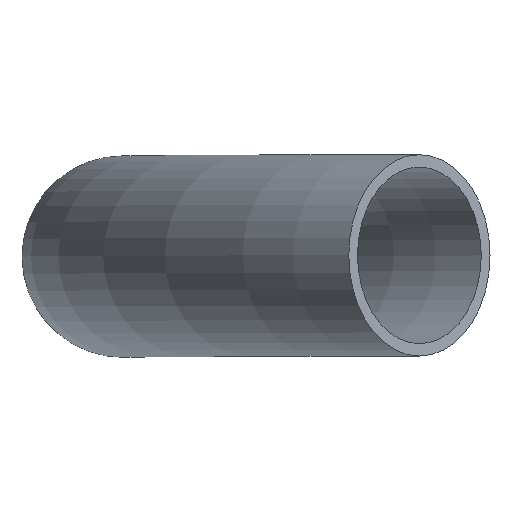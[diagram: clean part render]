
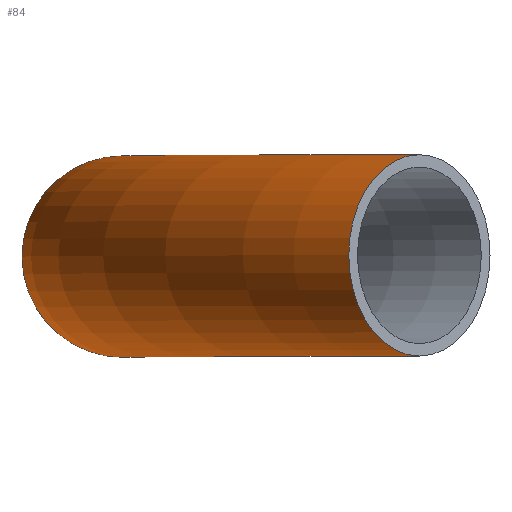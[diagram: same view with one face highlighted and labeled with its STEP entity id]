
A CAD part, top view. The second image highlights one B-rep face of the part: STEP entity #84.
In plain terms, the highlighted toroidal (fillet/blend) face has major radius 4064 mm and minor radius 412.75 mm.
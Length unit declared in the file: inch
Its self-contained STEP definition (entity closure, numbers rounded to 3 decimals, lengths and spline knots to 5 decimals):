
#15=TOROIDAL_SURFACE('',#104,160.,16.25);
#28=FACE_BOUND('',#46,.T.);
#34=FACE_OUTER_BOUND('',#45,.T.);
#45=EDGE_LOOP('',(#75));
#46=EDGE_LOOP('',(#76));
#49=CIRCLE('',#97,16.25);
#52=CIRCLE('',#102,16.25);
#55=VERTEX_POINT('',#138);
#58=VERTEX_POINT('',#146);
#61=EDGE_CURVE('',#55,#55,#49,.T.);
#64=EDGE_CURVE('',#58,#58,#52,.T.);
#75=ORIENTED_EDGE('',*,*,#61,.F.);
#76=ORIENTED_EDGE('',*,*,#64,.F.);
#84=ADVANCED_FACE('',(#34,#28),#15,.T.);
#97=AXIS2_PLACEMENT_3D('',#139,#115,#116);
#102=AXIS2_PLACEMENT_3D('',#147,#125,#126);
#104=AXIS2_PLACEMENT_3D('',#149,#129,#130);
#115=DIRECTION('center_axis',(0.713,0.,0.701));
#116=DIRECTION('ref_axis',(-0.701,0.,0.713));
#125=DIRECTION('center_axis',(0.,0.,-1.));
#126=DIRECTION('ref_axis',(-1.,0.,0.));
#129=DIRECTION('center_axis',(0.,1.,0.));
#130=DIRECTION('ref_axis',(0.,0.,1.));
#138=CARTESIAN_POINT('',(-100.75571,0.,102.52975));
#139=CARTESIAN_POINT('Origin',(-112.14548,0.,114.12007));
#146=CARTESIAN_POINT('',(-160.,-16.25,0.));
#147=CARTESIAN_POINT('Origin',(-160.,0.,0.));
#149=CARTESIAN_POINT('Origin',(0.,0.,0.));
